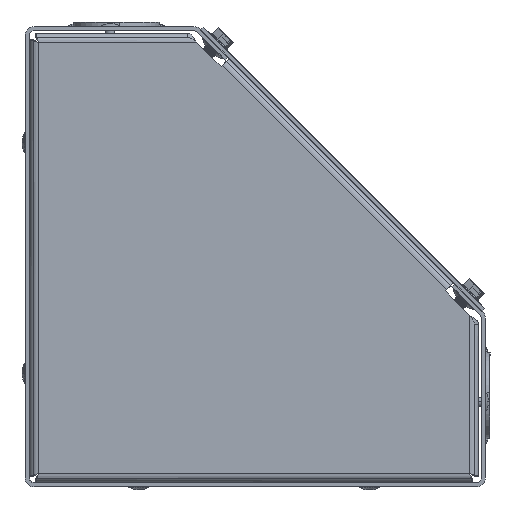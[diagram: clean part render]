
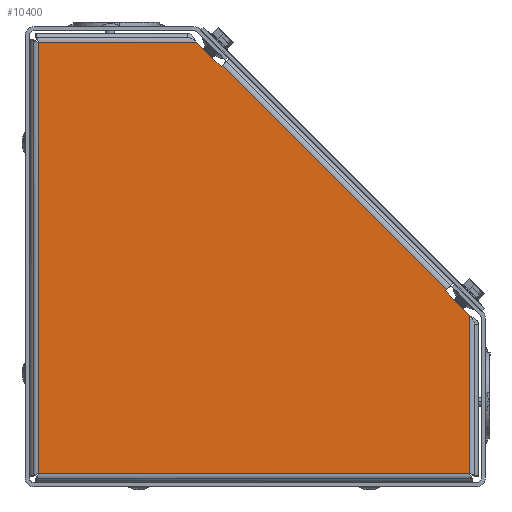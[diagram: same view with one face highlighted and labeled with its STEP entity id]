
A CAD part, left-side view. The second image highlights one B-rep face of the part: STEP entity #10400.
In plain terms, the highlighted face is planar.
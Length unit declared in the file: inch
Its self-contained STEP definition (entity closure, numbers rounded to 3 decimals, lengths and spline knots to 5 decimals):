
#2559 = EDGE_LOOP ( 'NONE', ( #139299, #55901, #210193, #49424, #192202, #151349, #60586, #139053, #51624 ) ) ;
#2622 = AXIS2_PLACEMENT_3D ( 'NONE', #173948, #21956, #107738 ) ;
#5339 = CARTESIAN_POINT ( 'NONE',  ( 0.0625, 5.67875, -3.42222 ) ) ;
#7484 = CARTESIAN_POINT ( 'NONE',  ( 0.0625, 0.055, -5.8275 ) ) ;
#10400 = ADVANCED_FACE ( 'NONE', ( #91511 ), #124121, .T. ) ;
#21956 = DIRECTION ( 'NONE',  ( 1., 0., 0. ) ) ;
#23605 = CARTESIAN_POINT ( 'NONE',  ( 0.0625, 0.055, -3.42222 ) ) ;
#24257 = VERTEX_POINT ( 'NONE', #127256 ) ;
#28514 = DIRECTION ( 'NONE',  ( 0., -0.707, 0.707 ) ) ;
#29130 = VERTEX_POINT ( 'NONE', #192738 ) ;
#29708 = VERTEX_POINT ( 'NONE', #125589 ) ;
#31582 = VERTEX_POINT ( 'NONE', #142708 ) ;
#32719 = LINE ( 'NONE', #84964, #34216 ) ;
#34216 = VECTOR ( 'NONE', #185770, 39.37008 ) ;
#35855 = VECTOR ( 'NONE', #28514, 39.37008 ) ;
#44970 = VECTOR ( 'NONE', #109588, 39.37008 ) ;
#47367 = EDGE_CURVE ( 'NONE', #192464, #107187, #49107, .T. ) ;
#47645 = DIRECTION ( 'NONE',  ( 0., -1., 0. ) ) ;
#49107 = LINE ( 'NONE', #120505, #169171 ) ;
#49424 = ORIENTED_EDGE ( 'NONE', *, *, #100994, .T. ) ;
#49677 = DIRECTION ( 'NONE',  ( 0., 0.707, 0.707 ) ) ;
#51624 = ORIENTED_EDGE ( 'NONE', *, *, #109782, .T. ) ;
#55901 = ORIENTED_EDGE ( 'NONE', *, *, #174134, .F. ) ;
#60586 = ORIENTED_EDGE ( 'NONE', *, *, #114069, .F. ) ;
#65441 = DIRECTION ( 'NONE',  ( 0., 1., 0. ) ) ;
#65887 = VECTOR ( 'NONE', #206000, 39.37008 ) ;
#72793 = VECTOR ( 'NONE', #154197, 39.37008 ) ;
#74881 = VECTOR ( 'NONE', #49677, 39.37008 ) ;
#78187 = CARTESIAN_POINT ( 'NONE',  ( 0.0625, 5.35873, -3.44498 ) ) ;
#81841 = VECTOR ( 'NONE', #128482, 39.37008 ) ;
#84964 = CARTESIAN_POINT ( 'NONE',  ( 0.0625, 5.46353, -3.34018 ) ) ;
#91511 = FACE_OUTER_BOUND ( 'NONE', #2559, .T. ) ;
#98019 = CARTESIAN_POINT ( 'NONE',  ( 0.0625, 5.38044, -3.42326 ) ) ;
#100994 = EDGE_CURVE ( 'NONE', #192269, #192464, #189738, .T. ) ;
#107187 = VERTEX_POINT ( 'NONE', #195301 ) ;
#107738 = DIRECTION ( 'NONE',  ( 0., -1., 0. ) ) ;
#109588 = DIRECTION ( 'NONE',  ( 0., 0.707, -0.707 ) ) ;
#109782 = EDGE_CURVE ( 'NONE', #24257, #31582, #194612, .T. ) ;
#112751 = LINE ( 'NONE', #132302, #74881 ) ;
#113926 = CARTESIAN_POINT ( 'NONE',  ( 0.0625, 2.46028, -0.20375 ) ) ;
#114069 = EDGE_CURVE ( 'NONE', #209647, #29130, #126353, .T. ) ;
#115945 = EDGE_CURVE ( 'NONE', #24257, #209647, #32719, .T. ) ;
#120505 = CARTESIAN_POINT ( 'NONE',  ( 0.0625, 2.46028, -5.8275 ) ) ;
#124121 = PLANE ( 'NONE',  #2622 ) ;
#125589 = CARTESIAN_POINT ( 'NONE',  ( 0.0625, 2.1175, -0.20375 ) ) ;
#126353 = LINE ( 'NONE', #192457, #81841 ) ;
#127256 = CARTESIAN_POINT ( 'NONE',  ( 0.0625, 5.38044, -3.42326 ) ) ;
#128482 = DIRECTION ( 'NONE',  ( 0., 0.707, -0.707 ) ) ;
#130306 = LINE ( 'NONE', #113926, #152193 ) ;
#132302 = CARTESIAN_POINT ( 'NONE',  ( 0.0625, 2.43752, -0.52377 ) ) ;
#139053 = ORIENTED_EDGE ( 'NONE', *, *, #115945, .F. ) ;
#139149 = EDGE_CURVE ( 'NONE', #159756, #31582, #112751, .T. ) ;
#139299 = ORIENTED_EDGE ( 'NONE', *, *, #139149, .F. ) ;
#142708 = CARTESIAN_POINT ( 'NONE',  ( 0.0625, 2.45924, -0.50206 ) ) ;
#143262 = CARTESIAN_POINT ( 'NONE',  ( 0.0625, 2., -0.08625 ) ) ;
#151349 = ORIENTED_EDGE ( 'NONE', *, *, #152226, .T. ) ;
#152193 = VECTOR ( 'NONE', #47645, 39.37008 ) ;
#152226 = EDGE_CURVE ( 'NONE', #107187, #29130, #153119, .T. ) ;
#153119 = LINE ( 'NONE', #5339, #72793 ) ;
#154197 = DIRECTION ( 'NONE',  ( 0., 0., 1. ) ) ;
#156147 = EDGE_CURVE ( 'NONE', #29708, #192269, #130306, .T. ) ;
#159756 = VERTEX_POINT ( 'NONE', #201315 ) ;
#169171 = VECTOR ( 'NONE', #65441, 39.37008 ) ;
#173948 = CARTESIAN_POINT ( 'NONE',  ( 0.0625, 2.46028, -3.42222 ) ) ;
#174134 = EDGE_CURVE ( 'NONE', #29708, #159756, #174723, .T. ) ;
#174723 = LINE ( 'NONE', #143262, #44970 ) ;
#185083 = CARTESIAN_POINT ( 'NONE',  ( 0.0625, 0.055, -0.20375 ) ) ;
#185770 = DIRECTION ( 'NONE',  ( 0., -0.707, -0.707 ) ) ;
#189738 = LINE ( 'NONE', #23605, #65887 ) ;
#192202 = ORIENTED_EDGE ( 'NONE', *, *, #47367, .T. ) ;
#192269 = VERTEX_POINT ( 'NONE', #185083 ) ;
#192457 = CARTESIAN_POINT ( 'NONE',  ( 0.0625, 5.35873, -3.44498 ) ) ;
#192464 = VERTEX_POINT ( 'NONE', #7484 ) ;
#192738 = CARTESIAN_POINT ( 'NONE',  ( 0.0625, 5.67875, -3.765 ) ) ;
#194612 = LINE ( 'NONE', #98019, #35855 ) ;
#195301 = CARTESIAN_POINT ( 'NONE',  ( 0.0625, 5.67875, -5.8275 ) ) ;
#201315 = CARTESIAN_POINT ( 'NONE',  ( 0.0625, 2.43752, -0.52377 ) ) ;
#206000 = DIRECTION ( 'NONE',  ( 0., 0., -1. ) ) ;
#209647 = VERTEX_POINT ( 'NONE', #78187 ) ;
#210193 = ORIENTED_EDGE ( 'NONE', *, *, #156147, .T. ) ;
